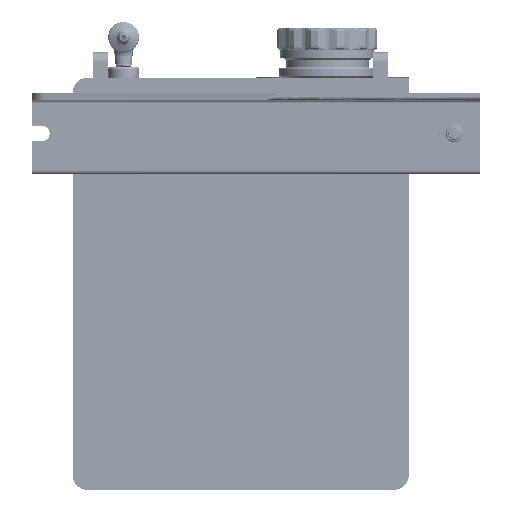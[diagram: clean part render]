
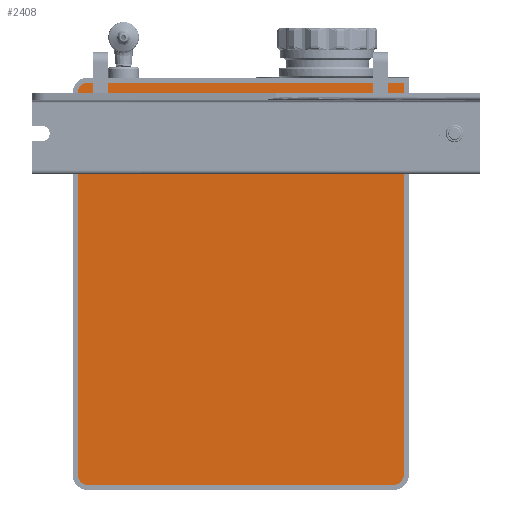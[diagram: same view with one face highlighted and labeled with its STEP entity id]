
A CAD part, left-side view. The second image highlights one B-rep face of the part: STEP entity #2408.
In plain terms, the highlighted free-form (B-spline) face has degree [1, 1] with [2, 2] control points.
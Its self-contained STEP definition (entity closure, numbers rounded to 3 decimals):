
#2408 = ADVANCED_FACE('',(#2409),#2466,.T.);
#2409 = FACE_BOUND('',#2410,.T.);
#2410 = EDGE_LOOP('',(#2411,#2420,#2429,#2436,#2445,#2452,#2461));
#2411 = ORIENTED_EDGE('',*,*,#2412,.T.);
#2412 = EDGE_CURVE('',#2413,#2415,#2417,.T.);
#2413 = VERTEX_POINT('',#2414);
#2414 = CARTESIAN_POINT('',(-358.977,-117.818,0.));
#2415 = VERTEX_POINT('',#2416);
#2416 = CARTESIAN_POINT('',(-358.977,110.454,0.));
#2417 = B_SPLINE_CURVE_WITH_KNOTS('',1,(#2418,#2419),.UNSPECIFIED.,.F.,
  .F.,(2,2),(-0.197,0.),.PIECEWISE_BEZIER_KNOTS.);
#2418 = CARTESIAN_POINT('',(-358.977,-117.818,0.));
#2419 = CARTESIAN_POINT('',(-358.977,110.454,0.));
#2420 = ORIENTED_EDGE('',*,*,#2421,.T.);
#2421 = EDGE_CURVE('',#2415,#2422,#2424,.T.);
#2422 = VERTEX_POINT('',#2423);
#2423 = CARTESIAN_POINT('',(-358.977,117.818,
    -7.364));
#2424 = ( BOUNDED_CURVE() B_SPLINE_CURVE(3,(#2425,#2426,#2427,#2428),
.UNSPECIFIED.,.F.,.F.) B_SPLINE_CURVE_WITH_KNOTS((4,4),(-1.571,
0.),.PIECEWISE_BEZIER_KNOTS.) CURVE() GEOMETRIC_REPRESENTATION_ITEM() 
RATIONAL_B_SPLINE_CURVE((1.,0.805,0.805,1.)) 
REPRESENTATION_ITEM('') );
#2425 = CARTESIAN_POINT('',(-358.977,110.454,0.));
#2426 = CARTESIAN_POINT('',(-358.977,114.768,0.));
#2427 = CARTESIAN_POINT('',(-358.977,117.818,
    -3.05));
#2428 = CARTESIAN_POINT('',(-358.977,117.818,
    -7.364));
#2429 = ORIENTED_EDGE('',*,*,#2430,.T.);
#2430 = EDGE_CURVE('',#2422,#2431,#2433,.T.);
#2431 = VERTEX_POINT('',#2432);
#2432 = CARTESIAN_POINT('',(-358.977,117.818,
    -283.499));
#2433 = B_SPLINE_CURVE_WITH_KNOTS('',1,(#2434,#2435),.UNSPECIFIED.,.F.,
  .F.,(2,2),(-0.238,0.),.PIECEWISE_BEZIER_KNOTS.);
#2434 = CARTESIAN_POINT('',(-358.977,117.818,
    -7.364));
#2435 = CARTESIAN_POINT('',(-358.977,117.818,
    -283.499));
#2436 = ORIENTED_EDGE('',*,*,#2437,.T.);
#2437 = EDGE_CURVE('',#2431,#2438,#2440,.T.);
#2438 = VERTEX_POINT('',#2439);
#2439 = CARTESIAN_POINT('',(-358.977,110.454,
    -290.863));
#2440 = ( BOUNDED_CURVE() B_SPLINE_CURVE(3,(#2441,#2442,#2443,#2444),
.UNSPECIFIED.,.F.,.F.) B_SPLINE_CURVE_WITH_KNOTS((4,4),(-3.142,
-1.571),.PIECEWISE_BEZIER_KNOTS.) CURVE() 
GEOMETRIC_REPRESENTATION_ITEM() RATIONAL_B_SPLINE_CURVE((1.,
0.805,0.805,1.)) REPRESENTATION_ITEM('') );
#2441 = CARTESIAN_POINT('',(-358.977,117.818,
    -283.499));
#2442 = CARTESIAN_POINT('',(-358.977,117.818,
    -287.813));
#2443 = CARTESIAN_POINT('',(-358.977,114.768,
    -290.863));
#2444 = CARTESIAN_POINT('',(-358.977,110.454,
    -290.863));
#2445 = ORIENTED_EDGE('',*,*,#2446,.T.);
#2446 = EDGE_CURVE('',#2438,#2447,#2449,.T.);
#2447 = VERTEX_POINT('',#2448);
#2448 = CARTESIAN_POINT('',(-358.977,-110.454,
    -290.863));
#2449 = B_SPLINE_CURVE_WITH_KNOTS('',1,(#2450,#2451),.UNSPECIFIED.,.F.,
  .F.,(2,2),(-0.191,0.),.PIECEWISE_BEZIER_KNOTS.);
#2450 = CARTESIAN_POINT('',(-358.977,110.454,
    -290.863));
#2451 = CARTESIAN_POINT('',(-358.977,-110.454,
    -290.863));
#2452 = ORIENTED_EDGE('',*,*,#2453,.T.);
#2453 = EDGE_CURVE('',#2447,#2454,#2456,.T.);
#2454 = VERTEX_POINT('',#2455);
#2455 = CARTESIAN_POINT('',(-358.977,-117.818,
    -283.499));
#2456 = ( BOUNDED_CURVE() B_SPLINE_CURVE(3,(#2457,#2458,#2459,#2460),
.UNSPECIFIED.,.F.,.F.) B_SPLINE_CURVE_WITH_KNOTS((4,4),(-4.712,
-3.142),.PIECEWISE_BEZIER_KNOTS.) CURVE() 
GEOMETRIC_REPRESENTATION_ITEM() RATIONAL_B_SPLINE_CURVE((1.,
0.805,0.805,1.)) REPRESENTATION_ITEM('') );
#2457 = CARTESIAN_POINT('',(-358.977,-110.454,
    -290.863));
#2458 = CARTESIAN_POINT('',(-358.977,-114.768,
    -290.863));
#2459 = CARTESIAN_POINT('',(-358.977,-117.818,
    -287.813));
#2460 = CARTESIAN_POINT('',(-358.977,-117.818,
    -283.499));
#2461 = ORIENTED_EDGE('',*,*,#2462,.T.);
#2462 = EDGE_CURVE('',#2454,#2413,#2463,.T.);
#2463 = B_SPLINE_CURVE_WITH_KNOTS('',1,(#2464,#2465),.UNSPECIFIED.,.F.,
  .F.,(2,2),(-0.244,0.),.PIECEWISE_BEZIER_KNOTS.);
#2464 = CARTESIAN_POINT('',(-358.977,-117.818,
    -283.499));
#2465 = CARTESIAN_POINT('',(-358.977,-117.818,0.));
#2466 = B_SPLINE_SURFACE_WITH_KNOTS('',1,1,(
    (#2467,#2468)
    ,(#2469,#2470
    )),.UNSPECIFIED.,.F.,.F.,.F.,(2,2),(2,2),(-1.,0.),(0.,1.),
  .PIECEWISE_BEZIER_KNOTS.);
#2467 = CARTESIAN_POINT('',(-358.977,117.818,
    -290.863));
#2468 = CARTESIAN_POINT('',(-358.977,117.818,0.));
#2469 = CARTESIAN_POINT('',(-358.977,-117.818,
    -290.863));
#2470 = CARTESIAN_POINT('',(-358.977,-117.818,0.));
